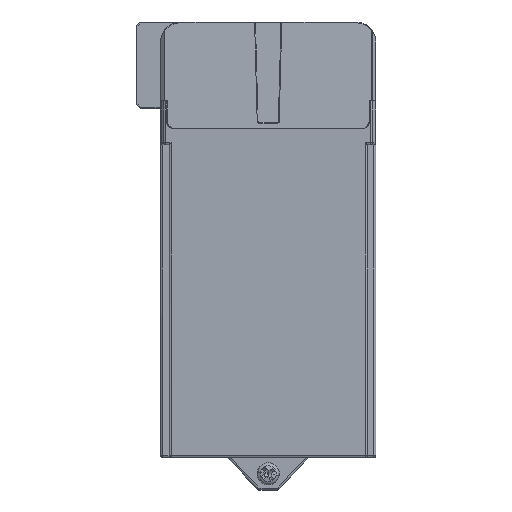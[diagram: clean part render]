
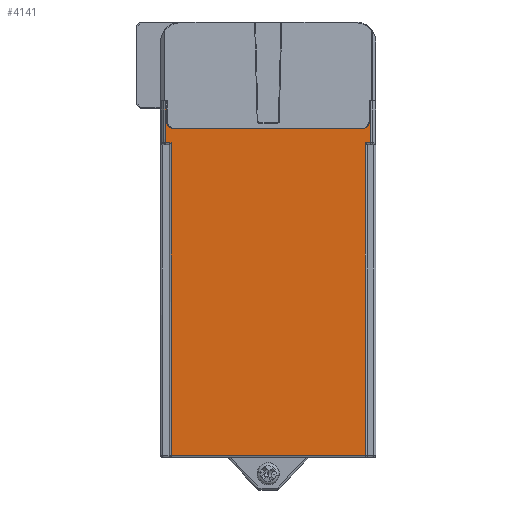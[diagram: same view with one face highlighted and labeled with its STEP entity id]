
A CAD part, left-side view. The second image highlights one B-rep face of the part: STEP entity #4141.
In plain terms, the highlighted planar face has unit normal (-1, 0, -0.026).
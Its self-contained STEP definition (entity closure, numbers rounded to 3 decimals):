
#44 =( BOUNDED_CURVE ( )  B_SPLINE_CURVE ( 3, ( #11952, #11953, #11954, #11955 ),
 .UNSPECIFIED., .F., .F. ) 
 B_SPLINE_CURVE_WITH_KNOTS ( ( 4, 4 ),
 ( 1.58, 3.142 ),
 .UNSPECIFIED. ) 
 CURVE ( )  GEOMETRIC_REPRESENTATION_ITEM ( )  RATIONAL_B_SPLINE_CURVE ( ( 1., 0.807, 0.807, 1. ) ) 
 REPRESENTATION_ITEM ( '' )  );
#47 =( BOUNDED_CURVE ( )  B_SPLINE_CURVE ( 3, ( #11965, #11966, #11967, #11968 ),
 .UNSPECIFIED., .F., .F. ) 
 B_SPLINE_CURVE_WITH_KNOTS ( ( 4, 4 ),
 ( 0., 1.562 ),
 .UNSPECIFIED. ) 
 CURVE ( )  GEOMETRIC_REPRESENTATION_ITEM ( )  RATIONAL_B_SPLINE_CURVE ( ( 1., 0.807, 0.807, 1. ) ) 
 REPRESENTATION_ITEM ( '' )  );
#2487 = EDGE_CURVE ( 'NONE', #8208, #7255, #11930, .T. ) ;
#2489 = EDGE_CURVE ( 'NONE', #7255, #8209, #11937, .T. ) ;
#2491 = EDGE_CURVE ( 'NONE', #8210, #8211, #11943, .T. ) ;
#2494 = EDGE_CURVE ( 'NONE', #8211, #8212, #44, .T. ) ;
#2495 = EDGE_CURVE ( 'NONE', #8212, #8213, #11956, .T. ) ;
#2498 = EDGE_CURVE ( 'NONE', #8213, #8214, #47, .T. ) ;
#2499 = EDGE_CURVE ( 'NONE', #8214, #8215, #11969, .T. ) ;
#2503 = EDGE_CURVE ( 'NONE', #8215, #8216, #11982, .T. ) ;
#2504 = EDGE_CURVE ( 'NONE', #8216, #7264, #11985, .T. ) ;
#2505 = EDGE_CURVE ( 'NONE', #7264, #8217, #11988, .T. ) ;
#2507 = EDGE_CURVE ( 'NONE', #8217, #8970, #11996, .T. ) ;
#2509 = EDGE_CURVE ( 'NONE', #8971, #8208, #12002, .T. ) ;
#2525 = EDGE_LOOP ( 'NONE', ( #3448, #3450, #3447, #3449, #3451, #3452, #3453, #3454, #3455, #3456, #3457, #3458, #3459, #3460 ) ) ;
#3447 = ORIENTED_EDGE ( 'NONE', *, *, #2487, .T. ) ;
#3448 = ORIENTED_EDGE ( 'NONE', *, *, #3973, .F. ) ;
#3449 = ORIENTED_EDGE ( 'NONE', *, *, #2489, .T. ) ;
#3450 = ORIENTED_EDGE ( 'NONE', *, *, #2509, .T. ) ;
#3451 = ORIENTED_EDGE ( 'NONE', *, *, #3705, .T. ) ;
#3452 = ORIENTED_EDGE ( 'NONE', *, *, #2491, .T. ) ;
#3453 = ORIENTED_EDGE ( 'NONE', *, *, #2494, .T. ) ;
#3454 = ORIENTED_EDGE ( 'NONE', *, *, #2495, .T. ) ;
#3455 = ORIENTED_EDGE ( 'NONE', *, *, #2498, .T. ) ;
#3456 = ORIENTED_EDGE ( 'NONE', *, *, #2499, .T. ) ;
#3457 = ORIENTED_EDGE ( 'NONE', *, *, #2503, .T. ) ;
#3458 = ORIENTED_EDGE ( 'NONE', *, *, #2504, .T. ) ;
#3459 = ORIENTED_EDGE ( 'NONE', *, *, #2505, .T. ) ;
#3460 = ORIENTED_EDGE ( 'NONE', *, *, #2507, .T. ) ;
#3705 = EDGE_CURVE ( 'NONE', #8209, #8210, #12122, .T. ) ;
#3973 = EDGE_CURVE ( 'NONE', #8971, #8970, #12968, .T. ) ;
#4141 = ADVANCED_FACE ( 'NONE', ( #13960 ), #14435, .T. ) ;
#7255 = VERTEX_POINT ( 'NONE', #19617 ) ;
#7264 = VERTEX_POINT ( 'NONE', #19626 ) ;
#8208 = VERTEX_POINT ( 'NONE', #24040 ) ;
#8209 = VERTEX_POINT ( 'NONE', #24041 ) ;
#8210 = VERTEX_POINT ( 'NONE', #24042 ) ;
#8211 = VERTEX_POINT ( 'NONE', #24043 ) ;
#8212 = VERTEX_POINT ( 'NONE', #24044 ) ;
#8213 = VERTEX_POINT ( 'NONE', #24045 ) ;
#8214 = VERTEX_POINT ( 'NONE', #24046 ) ;
#8215 = VERTEX_POINT ( 'NONE', #24047 ) ;
#8216 = VERTEX_POINT ( 'NONE', #24048 ) ;
#8217 = VERTEX_POINT ( 'NONE', #24049 ) ;
#8970 = VERTEX_POINT ( 'NONE', #24266 ) ;
#8971 = VERTEX_POINT ( 'NONE', #24267 ) ;
#10884 = VECTOR ( 'NONE', #11932, 1000. ) ;
#10885 = VECTOR ( 'NONE', #11939, 1000. ) ;
#10887 = VECTOR ( 'NONE', #11945, 1000. ) ;
#10890 = VECTOR ( 'NONE', #11958, 1000. ) ;
#10893 = VECTOR ( 'NONE', #11971, 1000. ) ;
#10897 = VECTOR ( 'NONE', #11984, 1000. ) ;
#10898 = VECTOR ( 'NONE', #11987, 1000. ) ;
#10899 = VECTOR ( 'NONE', #11990, 1000. ) ;
#10901 = VECTOR ( 'NONE', #11998, 1000. ) ;
#10903 = VECTOR ( 'NONE', #12004, 1000. ) ;
#10924 = VECTOR ( 'NONE', #12124, 1000. ) ;
#11930 = LINE ( 'NONE', #11931, #10884 ) ;
#11931 = CARTESIAN_POINT ( 'NONE',  ( -20.911, 51.5, -29.713 ) ) ;
#11932 = DIRECTION ( 'NONE',  ( 0., -1., 0. ) ) ;
#11937 = LINE ( 'NONE', #11938, #10885 ) ;
#11938 = CARTESIAN_POINT ( 'NONE',  ( -21., 1.207, -26.3 ) ) ;
#11939 = DIRECTION ( 'NONE',  ( -0.026, 0., 1. ) ) ;
#11943 = LINE ( 'NONE', #11944, #10887 ) ;
#11944 = CARTESIAN_POINT ( 'NONE',  ( -21.181, 1.419, -19.4 ) ) ;
#11945 = DIRECTION ( 'NONE',  ( 0.026, 0.009, -1. ) ) ;
#11952 = CARTESIAN_POINT ( 'NONE',  ( -21.052, 1.462, -24.317 ) ) ;
#11953 = CARTESIAN_POINT ( 'NONE',  ( -21.021, 1.472, -25.481 ) ) ;
#11954 = CARTESIAN_POINT ( 'NONE',  ( -21., 2.298, -26.3 ) ) ;
#11955 = CARTESIAN_POINT ( 'NONE',  ( -21., 3.462, -26.3 ) ) ;
#11956 = LINE ( 'NONE', #11957, #10890 ) ;
#11957 = CARTESIAN_POINT ( 'NONE',  ( -21., 51.5, -26.3 ) ) ;
#11958 = DIRECTION ( 'NONE',  ( 0., 1., 0. ) ) ;
#11965 = CARTESIAN_POINT ( 'NONE',  ( -21., 49.538, -26.3 ) ) ;
#11966 = CARTESIAN_POINT ( 'NONE',  ( -21., 50.702, -26.3 ) ) ;
#11967 = CARTESIAN_POINT ( 'NONE',  ( -21.021, 51.528, -25.481 ) ) ;
#11968 = CARTESIAN_POINT ( 'NONE',  ( -21.052, 51.538, -24.317 ) ) ;
#11969 = LINE ( 'NONE', #11970, #10893 ) ;
#11970 = CARTESIAN_POINT ( 'NONE',  ( -21.052, 51.538, -24.317 ) ) ;
#11971 = DIRECTION ( 'NONE',  ( -0.026, 0.009, 1. ) ) ;
#11982 = LINE ( 'NONE', #11983, #10897 ) ;
#11983 = CARTESIAN_POINT ( 'NONE',  ( -21.181, 51.5, -19.4 ) ) ;
#11984 = DIRECTION ( 'NONE',  ( 0., 1., 0. ) ) ;
#11985 = LINE ( 'NONE', #11986, #10898 ) ;
#11986 = CARTESIAN_POINT ( 'NONE',  ( -21., 51.793, -26.3 ) ) ;
#11987 = DIRECTION ( 'NONE',  ( 0.026, 0., -1. ) ) ;
#11988 = LINE ( 'NONE', #11989, #10899 ) ;
#11989 = CARTESIAN_POINT ( 'NONE',  ( -20.911, 51.5, -29.713 ) ) ;
#11990 = DIRECTION ( 'NONE',  ( 0., -1., 0. ) ) ;
#11996 = LINE ( 'NONE', #11997, #10901 ) ;
#11997 = CARTESIAN_POINT ( 'NONE',  ( -21., 50.4, -26.3 ) ) ;
#11998 = DIRECTION ( 'NONE',  ( 0.026, 0., -1. ) ) ;
#12002 = LINE ( 'NONE', #12003, #10903 ) ;
#12003 = CARTESIAN_POINT ( 'NONE',  ( -21., 2.6, -26.3 ) ) ;
#12004 = DIRECTION ( 'NONE',  ( -0.026, 0., 1. ) ) ;
#12122 = LINE ( 'NONE', #12123, #10924 ) ;
#12123 = CARTESIAN_POINT ( 'NONE',  ( -21.181, 51.5, -19.4 ) ) ;
#12124 = DIRECTION ( 'NONE',  ( 0., 1., 0. ) ) ;
#12968 = LINE ( 'NONE', #12969, #13787 ) ;
#12969 = CARTESIAN_POINT ( 'NONE',  ( -18.894, 0., -106.713 ) ) ;
#12970 = DIRECTION ( 'NONE',  ( 0., 1., 0. ) ) ;
#13787 = VECTOR ( 'NONE', #12970, 1000. ) ;
#13960 = FACE_OUTER_BOUND ( 'NONE', #2525, .T. ) ;
#13963 = AXIS2_PLACEMENT_3D ( 'NONE', #14436, #14437, #14438 ) ;
#14435 = PLANE ( 'NONE',  #13963 ) ;
#14436 = CARTESIAN_POINT ( 'NONE',  ( -21., 51.5, -26.3 ) ) ;
#14437 = DIRECTION ( 'NONE',  ( -1., 0., -0.026 ) ) ;
#14438 = DIRECTION ( 'NONE',  ( -0.026, 0., 1. ) ) ;
#19617 = CARTESIAN_POINT ( 'NONE',  ( -20.911, 1.207, -29.713 ) ) ;
#19626 = CARTESIAN_POINT ( 'NONE',  ( -20.911, 51.793, -29.713 ) ) ;
#24040 = CARTESIAN_POINT ( 'NONE',  ( -20.911, 2.6, -29.713 ) ) ;
#24041 = CARTESIAN_POINT ( 'NONE',  ( -21.181, 1.207, -19.4 ) ) ;
#24042 = CARTESIAN_POINT ( 'NONE',  ( -21.181, 1.419, -19.4 ) ) ;
#24043 = CARTESIAN_POINT ( 'NONE',  ( -21.052, 1.462, -24.317 ) ) ;
#24044 = CARTESIAN_POINT ( 'NONE',  ( -21., 3.462, -26.3 ) ) ;
#24045 = CARTESIAN_POINT ( 'NONE',  ( -21., 49.538, -26.3 ) ) ;
#24046 = CARTESIAN_POINT ( 'NONE',  ( -21.052, 51.538, -24.317 ) ) ;
#24047 = CARTESIAN_POINT ( 'NONE',  ( -21.181, 51.581, -19.4 ) ) ;
#24048 = CARTESIAN_POINT ( 'NONE',  ( -21.181, 51.793, -19.4 ) ) ;
#24049 = CARTESIAN_POINT ( 'NONE',  ( -20.911, 50.4, -29.713 ) ) ;
#24266 = CARTESIAN_POINT ( 'NONE',  ( -18.894, 50.4, -106.713 ) ) ;
#24267 = CARTESIAN_POINT ( 'NONE',  ( -18.894, 2.6, -106.713 ) ) ;
